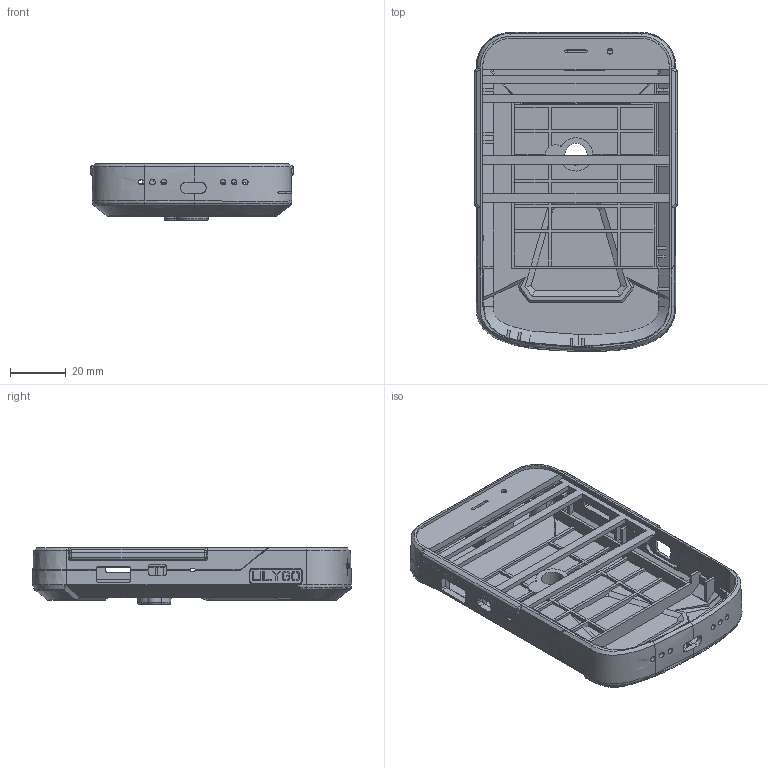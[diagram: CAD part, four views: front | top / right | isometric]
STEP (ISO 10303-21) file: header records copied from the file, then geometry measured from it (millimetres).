
FILE_DESCRIPTION((''),'2;1');
FILE_NAME('T-DECK10_ASM','2024-08-10T10:52:08',('HR'),(''),'CREO PARAMETRIC BY PTC INC, 2019010','CREO PARAMETRIC BY PTC INC, 2019010','');
FILE_SCHEMA(('AUTOMOTIVE_DESIGN { 1 0 10303 214 1 1 1 1 }'));
Length unit declared in the file: millimetre
Products named in the file (13): ASM0001_ASM_215_ASM_3_ASM_2; 0-ALL_ASM_218_ASM_11_ASM; 0-00_6_ASM_1_ASM_2; ASM0001_ASM_215_ASM_5_ASM_2_ASM; 0-ALL_ASM_251_ASM_1_ASM; 1_ASM_1_ASM; D_36_4; DEF_ASM_3_ASM_4_ASM; PRT0003_182_46_32; 0-T-DECK_ASM_20_ASM_1_ASM; 0-T-DECK_ASM_ASM_1_ASM; 0-ALL_ASM_ASM_639_ASM; T-DECK10_ASM
Assembly tree (12 placements, depth 6):
  T-DECK10_ASM
    0-ALL_ASM_ASM_639_ASM
      0-ALL_ASM_218_ASM_11_ASM
        ASM0001_ASM_215_ASM_3_ASM_2
      1_ASM_1_ASM
        0-ALL_ASM_251_ASM_1_ASM
          ASM0001_ASM_215_ASM_5_ASM_2_ASM
            0-00_6_ASM_1_ASM_2
      0-T-DECK_ASM_ASM_1_ASM
        0-T-DECK_ASM_20_ASM_1_ASM
          DEF_ASM_3_ASM_4_ASM
            D_36_4
          PRT0003_182_46_32
Bounding box: 73.02 x 114.98 x 20.4 mm (x, y, z)
Volume: 28544.6 mm3; surface area: 38680.8 mm2
Topology: 2 solids, 2 shells, 1063 faces, 3032 edges, 1980 vertices
Faces by surface type: plane 781, cylinder 177, bspline 50, cone 32, sphere 12, torus 6, extrusion 5
Entity records: 48914 total; most frequent: CARTESIAN_POINT 12263, ORIENTED_EDGE 6040, DIRECTION 5078, PRESENTATION_STYLE_ASSIGNMENT 3022, STYLED_ITEM 3022, CURVE_STYLE 3020, EDGE_CURVE 3020, VECTOR 2336
